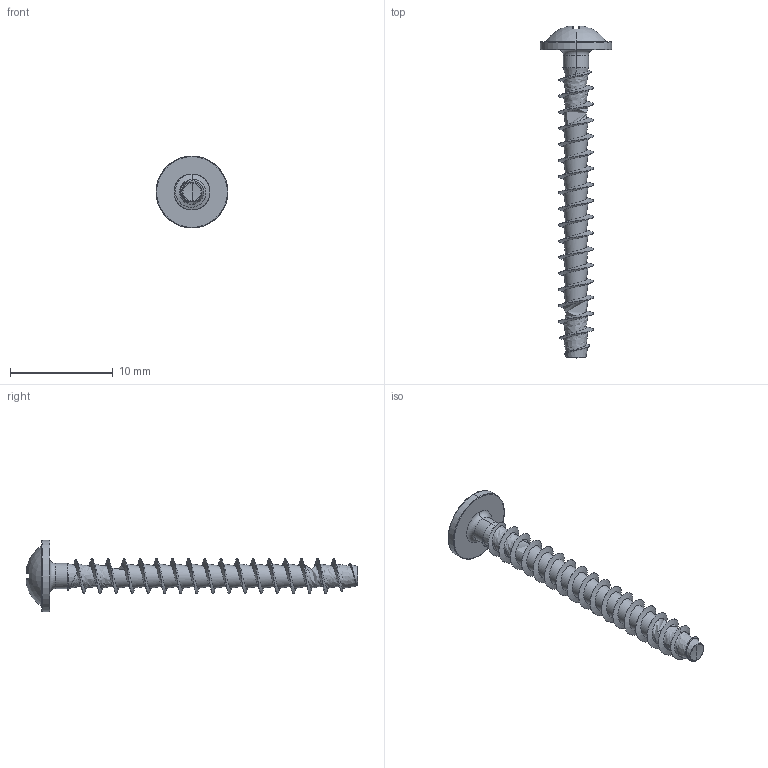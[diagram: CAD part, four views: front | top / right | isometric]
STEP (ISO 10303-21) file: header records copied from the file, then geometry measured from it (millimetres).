
FILE_DESCRIPTION (( 'STEP AP203' ), '1' );
FILE_NAME ('STP31A0350300.STEP', '2017-11-16T19:14:05', ( '' ), ( '' ), 'SwSTEP 2.0', 'SolidWorks 2015', '' );
FILE_SCHEMA (( 'CONFIG_CONTROL_DESIGN' ));
Length unit declared in the file: millimetre
Products named in the file (1): STP31A0350300
Bounding box: 7 x 32.33 x 7 mm (x, y, z)
Volume: 181.1 mm3; surface area: 485.8 mm2
Topology: 1 solids, 1 shells, 162 faces, 357 edges, 198 vertices
Faces by surface type: bspline 48, torus 30, sphere 28, cylinder 25, plane 23, cone 8
Entity records: 25895 total; most frequent: CARTESIAN_POINT 22551, ORIENTED_EDGE 710, DIRECTION 669, EDGE_CURVE 355, AXIS2_PLACEMENT_3D 306, VERTEX_POINT 198, CIRCLE 191, EDGE_LOOP 165
